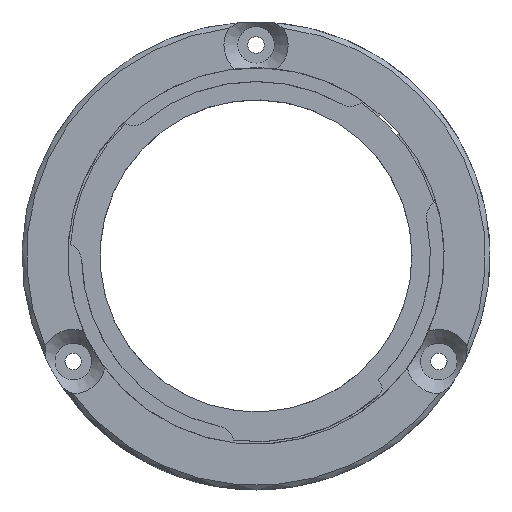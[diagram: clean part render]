
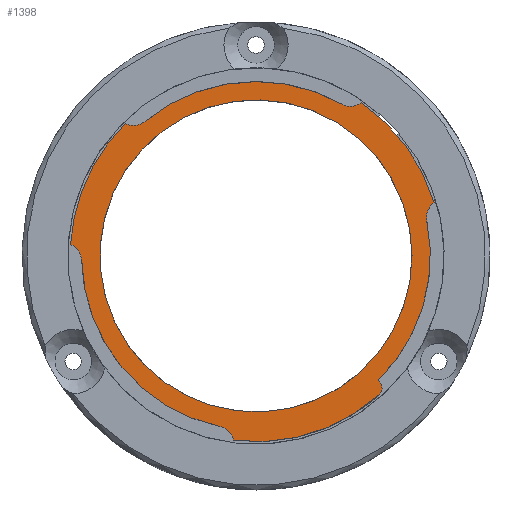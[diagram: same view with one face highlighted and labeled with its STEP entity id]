
A CAD part, top view. The second image highlights one B-rep face of the part: STEP entity #1398.
In plain terms, the highlighted planar face has unit normal (0, 0, 1).
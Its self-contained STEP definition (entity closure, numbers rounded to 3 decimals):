
#82=LINE('',#2378,#183);
#183=VECTOR('',#1871,1000.);
#448=ORIENTED_EDGE('',*,*,#829,.T.);
#449=ORIENTED_EDGE('',*,*,#834,.T.);
#450=ORIENTED_EDGE('',*,*,#832,.F.);
#451=ORIENTED_EDGE('',*,*,#791,.T.);
#452=ORIENTED_EDGE('',*,*,#835,.T.);
#453=ORIENTED_EDGE('',*,*,#823,.T.);
#454=ORIENTED_EDGE('',*,*,#836,.T.);
#455=ORIENTED_EDGE('',*,*,#787,.T.);
#456=ORIENTED_EDGE('',*,*,#837,.T.);
#457=ORIENTED_EDGE('',*,*,#826,.T.);
#458=ORIENTED_EDGE('',*,*,#838,.T.);
#459=ORIENTED_EDGE('',*,*,#783,.T.);
#460=ORIENTED_EDGE('',*,*,#839,.T.);
#461=ORIENTED_EDGE('',*,*,#770,.F.);
#770=EDGE_CURVE('',#975,#975,#1082,.T.);
#783=EDGE_CURVE('',#988,#987,#1089,.T.);
#787=EDGE_CURVE('',#992,#991,#1091,.T.);
#791=EDGE_CURVE('',#996,#995,#1093,.T.);
#823=EDGE_CURVE('',#1016,#1015,#1112,.T.);
#826=EDGE_CURVE('',#1018,#1017,#1113,.T.);
#829=EDGE_CURVE('',#1020,#1019,#1114,.T.);
#832=EDGE_CURVE('',#996,#1021,#82,.T.);
#834=EDGE_CURVE('',#1019,#1021,#1115,.T.);
#835=EDGE_CURVE('',#995,#1016,#1116,.F.);
#836=EDGE_CURVE('',#1015,#992,#1117,.F.);
#837=EDGE_CURVE('',#991,#1018,#1118,.F.);
#838=EDGE_CURVE('',#1017,#988,#1119,.F.);
#839=EDGE_CURVE('',#987,#1020,#1120,.F.);
#975=VERTEX_POINT('',#2250);
#987=VERTEX_POINT('',#2275);
#988=VERTEX_POINT('',#2277);
#991=VERTEX_POINT('',#2283);
#992=VERTEX_POINT('',#2285);
#995=VERTEX_POINT('',#2291);
#996=VERTEX_POINT('',#2293);
#1015=VERTEX_POINT('',#2360);
#1016=VERTEX_POINT('',#2362);
#1017=VERTEX_POINT('',#2366);
#1018=VERTEX_POINT('',#2368);
#1019=VERTEX_POINT('',#2372);
#1020=VERTEX_POINT('',#2374);
#1021=VERTEX_POINT('',#2379);
#1082=CIRCLE('',#1512,17.);
#1089=CIRCLE('',#1520,19.);
#1091=CIRCLE('',#1522,19.);
#1093=CIRCLE('',#1524,19.);
#1112=CIRCLE('',#1550,20.25);
#1113=CIRCLE('',#1552,20.25);
#1114=CIRCLE('',#1554,20.25);
#1115=CIRCLE('',#1557,1.);
#1116=CIRCLE('',#1558,2.);
#1117=CIRCLE('',#1559,2.);
#1118=CIRCLE('',#1560,2.);
#1119=CIRCLE('',#1561,2.);
#1120=CIRCLE('',#1562,2.);
#1176=EDGE_LOOP('',(#448,#449,#450,#451,#452,#453,#454,#455,#456,#457,#458,
#459,#460));
#1177=EDGE_LOOP('',(#461));
#1272=FACE_BOUND('',#1176,.T.);
#1273=FACE_BOUND('',#1177,.T.);
#1345=PLANE('',#1556);
#1398=ADVANCED_FACE('',(#1272,#1273),#1345,.T.);
#1512=AXIS2_PLACEMENT_3D('',#2249,#1756,#1757);
#1520=AXIS2_PLACEMENT_3D('',#2276,#1778,#1779);
#1522=AXIS2_PLACEMENT_3D('',#2284,#1784,#1785);
#1524=AXIS2_PLACEMENT_3D('',#2292,#1790,#1791);
#1550=AXIS2_PLACEMENT_3D('',#2361,#1853,#1854);
#1552=AXIS2_PLACEMENT_3D('',#2367,#1859,#1860);
#1554=AXIS2_PLACEMENT_3D('',#2373,#1865,#1866);
#1556=AXIS2_PLACEMENT_3D('',#2381,#1873,#1874);
#1557=AXIS2_PLACEMENT_3D('',#2382,#1875,#1876);
#1558=AXIS2_PLACEMENT_3D('',#2383,#1877,#1878);
#1559=AXIS2_PLACEMENT_3D('',#2384,#1879,#1880);
#1560=AXIS2_PLACEMENT_3D('',#2385,#1881,#1882);
#1561=AXIS2_PLACEMENT_3D('',#2386,#1883,#1884);
#1562=AXIS2_PLACEMENT_3D('',#2387,#1885,#1886);
#1756=DIRECTION('',(0.,0.,1.));
#1757=DIRECTION('',(1.,0.,0.));
#1778=DIRECTION('',(0.,0.,1.));
#1779=DIRECTION('',(1.,0.,0.));
#1784=DIRECTION('',(0.,0.,1.));
#1785=DIRECTION('',(1.,0.,0.));
#1790=DIRECTION('',(0.,0.,1.));
#1791=DIRECTION('',(1.,0.,0.));
#1853=DIRECTION('',(0.,0.,1.));
#1854=DIRECTION('',(1.,0.,0.));
#1859=DIRECTION('',(0.,0.,1.));
#1860=DIRECTION('',(1.,0.,0.));
#1865=DIRECTION('',(0.,0.,1.));
#1866=DIRECTION('',(1.,0.,0.));
#1871=DIRECTION('',(0.7,-0.714,0.));
#1873=DIRECTION('',(0.,0.,1.));
#1874=DIRECTION('',(1.,0.,0.));
#1875=DIRECTION('',(0.,0.,1.));
#1876=DIRECTION('',(1.,0.,0.));
#1877=DIRECTION('',(0.,0.,1.));
#1878=DIRECTION('',(1.,0.,0.));
#1879=DIRECTION('',(0.,0.,1.));
#1880=DIRECTION('',(1.,0.,0.));
#1881=DIRECTION('',(0.,0.,1.));
#1882=DIRECTION('',(1.,0.,0.));
#1883=DIRECTION('',(0.,0.,1.));
#1884=DIRECTION('',(1.,0.,0.));
#1885=DIRECTION('',(0.,0.,1.));
#1886=DIRECTION('',(1.,0.,0.));
#2249=CARTESIAN_POINT('',(0.,0.,22.95));
#2250=CARTESIAN_POINT('',(17.,0.,22.95));
#2275=CARTESIAN_POINT('',(-3.96,-18.583,22.95));
#2276=CARTESIAN_POINT('',(0.,0.,22.95));
#2277=CARTESIAN_POINT('',(-18.993,-0.524,22.95));
#2283=CARTESIAN_POINT('',(-12.073,14.671,22.95));
#2284=CARTESIAN_POINT('',(0.,0.,22.95));
#2285=CARTESIAN_POINT('',(9.318,16.558,22.95));
#2291=CARTESIAN_POINT('',(18.621,3.776,22.95));
#2292=CARTESIAN_POINT('',(0.,0.,22.95));
#2293=CARTESIAN_POINT('',(13.295,-13.573,22.95));
#2360=CARTESIAN_POINT('',(11.476,16.684,22.95));
#2361=CARTESIAN_POINT('',(0.,0.,22.95));
#2362=CARTESIAN_POINT('',(19.404,5.791,22.95));
#2366=CARTESIAN_POINT('',(-20.211,1.262,22.95));
#2367=CARTESIAN_POINT('',(0.,0.,22.95));
#2368=CARTESIAN_POINT('',(-14.22,14.417,22.95));
#2372=CARTESIAN_POINT('',(13.399,-15.183,22.95));
#2373=CARTESIAN_POINT('',(0.,0.,22.95));
#2374=CARTESIAN_POINT('',(-2.425,-20.104,22.95));
#2378=CARTESIAN_POINT('',(7.172,-7.322,22.95));
#2379=CARTESIAN_POINT('',(13.452,-13.733,22.95));
#2381=CARTESIAN_POINT('',(0.,0.,22.95));
#2382=CARTESIAN_POINT('',(12.738,-14.433,22.95));
#2383=CARTESIAN_POINT('',(20.581,4.173,22.95));
#2384=CARTESIAN_POINT('',(10.299,18.301,22.95));
#2385=CARTESIAN_POINT('',(-13.344,16.215,22.95));
#2386=CARTESIAN_POINT('',(-20.992,-0.579,22.95));
#2387=CARTESIAN_POINT('',(-4.377,-20.539,22.95));
